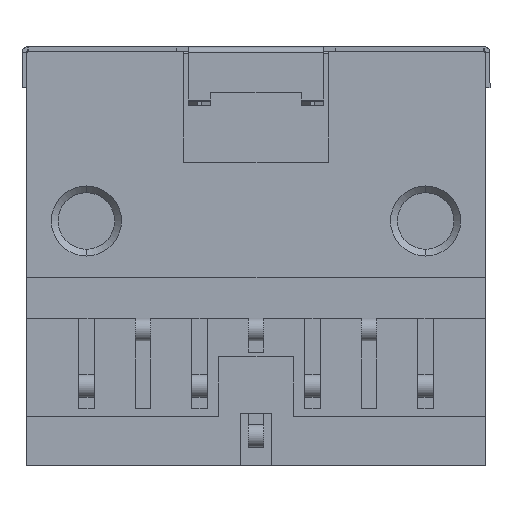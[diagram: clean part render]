
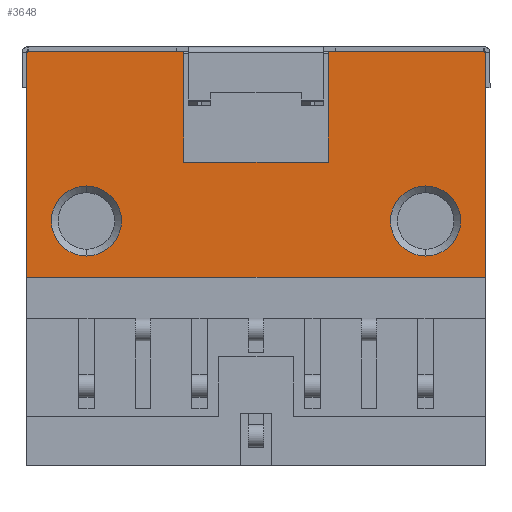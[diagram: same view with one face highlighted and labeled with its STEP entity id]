
A CAD part, front view. The second image highlights one B-rep face of the part: STEP entity #3648.
In plain terms, the highlighted planar face has unit normal (0, -1, 0).
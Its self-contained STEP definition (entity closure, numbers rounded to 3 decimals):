
#31 = LINE ( 'NONE', #6633, #9513 ) ;
#114 = VERTEX_POINT ( 'NONE', #4231 ) ;
#323 = ORIENTED_EDGE ( 'NONE', *, *, #8532, .T. ) ;
#353 = VERTEX_POINT ( 'NONE', #3821 ) ;
#377 = ORIENTED_EDGE ( 'NONE', *, *, #517, .F. ) ;
#517 = EDGE_CURVE ( 'NONE', #6053, #3206, #8387, .T. ) ;
#547 = EDGE_CURVE ( 'NONE', #2652, #1701, #5727, .T. ) ;
#554 = CARTESIAN_POINT ( 'NONE',  ( 10.15, 0., -17.805 ) ) ;
#614 = DIRECTION ( 'NONE',  ( 0., 1., 0. ) ) ;
#678 = DIRECTION ( 'NONE',  ( 0., 0., -1. ) ) ;
#777 = CARTESIAN_POINT ( 'NONE',  ( 3.2, 0., 7.3 ) ) ;
#878 = VERTEX_POINT ( 'NONE', #8139 ) ;
#976 = DIRECTION ( 'NONE',  ( 1., 0., 0. ) ) ;
#1024 = CARTESIAN_POINT ( 'NONE',  ( -3.2, 0., -17.805 ) ) ;
#1029 = CARTESIAN_POINT ( 'NONE',  ( 10.15, 0., 7.2 ) ) ;
#1283 = CARTESIAN_POINT ( 'NONE',  ( -10.15, 0., -17.805 ) ) ;
#1309 = ORIENTED_EDGE ( 'NONE', *, *, #9935, .F. ) ;
#1336 = CARTESIAN_POINT ( 'NONE',  ( -10.15, 0., 7.2 ) ) ;
#1369 = DIRECTION ( 'NONE',  ( 0.707, 0., 0.707 ) ) ;
#1375 = DIRECTION ( 'NONE',  ( -1., 0., 0. ) ) ;
#1376 = CARTESIAN_POINT ( 'NONE',  ( 7.5, 0., -0.2 ) ) ;
#1405 = EDGE_CURVE ( 'NONE', #114, #2652, #6918, .T. ) ;
#1478 = EDGE_CURVE ( 'NONE', #878, #5493, #4746, .T. ) ;
#1522 = CIRCLE ( 'NONE', #3327, 1.55 ) ;
#1623 = EDGE_CURVE ( 'NONE', #3206, #6156, #2842, .T. ) ;
#1701 = VERTEX_POINT ( 'NONE', #5661 ) ;
#1748 = CARTESIAN_POINT ( 'NONE',  ( 7.5, 0., -0.2 ) ) ;
#1749 = VECTOR ( 'NONE', #9205, 1000. ) ;
#1824 = CARTESIAN_POINT ( 'NONE',  ( 0., 0., 2.4 ) ) ;
#1894 = ORIENTED_EDGE ( 'NONE', *, *, #6976, .T. ) ;
#1970 = VERTEX_POINT ( 'NONE', #2449 ) ;
#2027 = VERTEX_POINT ( 'NONE', #6775 ) ;
#2209 = CARTESIAN_POINT ( 'NONE',  ( -3.2, 0., 2.4 ) ) ;
#2449 = CARTESIAN_POINT ( 'NONE',  ( -7.5, 0., -1.75 ) ) ;
#2526 = VECTOR ( 'NONE', #5121, 1000. ) ;
#2540 = FACE_OUTER_BOUND ( 'NONE', #3475, .T. ) ;
#2652 = VERTEX_POINT ( 'NONE', #2800 ) ;
#2800 = CARTESIAN_POINT ( 'NONE',  ( -10.05, 0., 7.3 ) ) ;
#2829 = DIRECTION ( 'NONE',  ( 0., 0., -1. ) ) ;
#2842 = LINE ( 'NONE', #7999, #9578 ) ;
#2857 = DIRECTION ( 'NONE',  ( -0.707, 0., 0.707 ) ) ;
#2867 = ORIENTED_EDGE ( 'NONE', *, *, #4821, .T. ) ;
#2872 = VECTOR ( 'NONE', #4770, 1000. ) ;
#2933 = VERTEX_POINT ( 'NONE', #1029 ) ;
#3206 = VERTEX_POINT ( 'NONE', #8483 ) ;
#3327 = AXIS2_PLACEMENT_3D ( 'NONE', #1376, #9115, #678 ) ;
#3475 = EDGE_LOOP ( 'NONE', ( #377, #1894, #4326, #9573, #4026, #6930, #4449, #2867, #5009, #5353 ) ) ;
#3524 = DIRECTION ( 'NONE',  ( 0., 0., 1. ) ) ;
#3535 = VECTOR ( 'NONE', #1375, 1000. ) ;
#3648 = ADVANCED_FACE ( 'NONE', ( #5072, #2540, #7699 ), #5847, .F. ) ;
#3750 = VECTOR ( 'NONE', #9402, 1000. ) ;
#3774 = LINE ( 'NONE', #9058, #3535 ) ;
#3821 = CARTESIAN_POINT ( 'NONE',  ( 10.05, 0., 7.3 ) ) ;
#4026 = ORIENTED_EDGE ( 'NONE', *, *, #7149, .F. ) ;
#4041 = DIRECTION ( 'NONE',  ( 0., -1., 0. ) ) ;
#4201 = DIRECTION ( 'NONE',  ( 0., 0., 1. ) ) ;
#4231 = CARTESIAN_POINT ( 'NONE',  ( -10.15, 0., 7.2 ) ) ;
#4326 = ORIENTED_EDGE ( 'NONE', *, *, #547, .F. ) ;
#4379 = DIRECTION ( 'NONE',  ( 0., 1., 0. ) ) ;
#4449 = ORIENTED_EDGE ( 'NONE', *, *, #7232, .T. ) ;
#4461 = DIRECTION ( 'NONE',  ( 0., 0., -1. ) ) ;
#4592 = LINE ( 'NONE', #1024, #3750 ) ;
#4746 = LINE ( 'NONE', #6908, #1749 ) ;
#4762 = DIRECTION ( 'NONE',  ( 0., 0., -1. ) ) ;
#4770 = DIRECTION ( 'NONE',  ( 1., 0., 0. ) ) ;
#4821 = EDGE_CURVE ( 'NONE', #2933, #353, #9385, .T. ) ;
#4878 = VECTOR ( 'NONE', #1369, 1000. ) ;
#5009 = ORIENTED_EDGE ( 'NONE', *, *, #6070, .T. ) ;
#5023 = DIRECTION ( 'NONE',  ( 0., 1., 0. ) ) ;
#5072 = FACE_BOUND ( 'NONE', #7810, .T. ) ;
#5121 = DIRECTION ( 'NONE',  ( 0., 0., 1. ) ) ;
#5353 = ORIENTED_EDGE ( 'NONE', *, *, #1623, .F. ) ;
#5400 = AXIS2_PLACEMENT_3D ( 'NONE', #554, #5023, #3524 ) ;
#5452 = AXIS2_PLACEMENT_3D ( 'NONE', #1748, #4041, #4762 ) ;
#5466 = EDGE_LOOP ( 'NONE', ( #323, #9875 ) ) ;
#5493 = VERTEX_POINT ( 'NONE', #8453 ) ;
#5661 = CARTESIAN_POINT ( 'NONE',  ( -3.2, 0., 7.3 ) ) ;
#5727 = LINE ( 'NONE', #7111, #2872 ) ;
#5744 = CARTESIAN_POINT ( 'NONE',  ( 7.5, 0., 1.35 ) ) ;
#5847 = PLANE ( 'NONE',  #5400 ) ;
#5964 = EDGE_CURVE ( 'NONE', #2027, #1970, #7823, .T. ) ;
#5976 = CIRCLE ( 'NONE', #8669, 1.55 ) ;
#6053 = VERTEX_POINT ( 'NONE', #2209 ) ;
#6070 = EDGE_CURVE ( 'NONE', #353, #6156, #3774, .T. ) ;
#6156 = VERTEX_POINT ( 'NONE', #777 ) ;
#6417 = CIRCLE ( 'NONE', #5452, 1.55 ) ;
#6566 = VECTOR ( 'NONE', #976, 1000. ) ;
#6609 = LINE ( 'NONE', #1283, #2526 ) ;
#6633 = CARTESIAN_POINT ( 'NONE',  ( 10.15, 0., -17.805 ) ) ;
#6775 = CARTESIAN_POINT ( 'NONE',  ( -7.5, 0., 1.35 ) ) ;
#6908 = CARTESIAN_POINT ( 'NONE',  ( 0., 0., -2.7 ) ) ;
#6918 = LINE ( 'NONE', #1336, #4878 ) ;
#6930 = ORIENTED_EDGE ( 'NONE', *, *, #1478, .T. ) ;
#6976 = EDGE_CURVE ( 'NONE', #6053, #1701, #4592, .T. ) ;
#7111 = CARTESIAN_POINT ( 'NONE',  ( -10.15, 0., 7.3 ) ) ;
#7149 = EDGE_CURVE ( 'NONE', #878, #114, #6609, .T. ) ;
#7232 = EDGE_CURVE ( 'NONE', #5493, #2933, #31, .T. ) ;
#7495 = CARTESIAN_POINT ( 'NONE',  ( -7.5, 0., -0.2 ) ) ;
#7612 = VERTEX_POINT ( 'NONE', #5744 ) ;
#7699 = FACE_BOUND ( 'NONE', #5466, .T. ) ;
#7788 = VERTEX_POINT ( 'NONE', #8316 ) ;
#7810 = EDGE_LOOP ( 'NONE', ( #9707, #1309 ) ) ;
#7823 = CIRCLE ( 'NONE', #9184, 1.55 ) ;
#7999 = CARTESIAN_POINT ( 'NONE',  ( 3.2, 0., -17.805 ) ) ;
#8139 = CARTESIAN_POINT ( 'NONE',  ( -10.15, 0., -2.7 ) ) ;
#8316 = CARTESIAN_POINT ( 'NONE',  ( 7.5, 0., -1.75 ) ) ;
#8387 = LINE ( 'NONE', #1824, #6566 ) ;
#8453 = CARTESIAN_POINT ( 'NONE',  ( 10.15, 0., -2.7 ) ) ;
#8483 = CARTESIAN_POINT ( 'NONE',  ( 3.2, 0., 2.4 ) ) ;
#8532 = EDGE_CURVE ( 'NONE', #1970, #2027, #5976, .T. ) ;
#8669 = AXIS2_PLACEMENT_3D ( 'NONE', #9822, #4379, #2829 ) ;
#8968 = DIRECTION ( 'NONE',  ( 0., 0., 1. ) ) ;
#9037 = VECTOR ( 'NONE', #2857, 1000. ) ;
#9058 = CARTESIAN_POINT ( 'NONE',  ( 10.15, 0., 7.3 ) ) ;
#9115 = DIRECTION ( 'NONE',  ( 0., -1., 0. ) ) ;
#9184 = AXIS2_PLACEMENT_3D ( 'NONE', #7495, #614, #4461 ) ;
#9205 = DIRECTION ( 'NONE',  ( 1., 0., 0. ) ) ;
#9385 = LINE ( 'NONE', #9748, #9037 ) ;
#9402 = DIRECTION ( 'NONE',  ( 0., 0., 1. ) ) ;
#9513 = VECTOR ( 'NONE', #8968, 1000. ) ;
#9573 = ORIENTED_EDGE ( 'NONE', *, *, #1405, .F. ) ;
#9578 = VECTOR ( 'NONE', #4201, 1000. ) ;
#9660 = EDGE_CURVE ( 'NONE', #7788, #7612, #1522, .T. ) ;
#9707 = ORIENTED_EDGE ( 'NONE', *, *, #9660, .F. ) ;
#9748 = CARTESIAN_POINT ( 'NONE',  ( 10.15, 0., 7.2 ) ) ;
#9822 = CARTESIAN_POINT ( 'NONE',  ( -7.5, 0., -0.2 ) ) ;
#9875 = ORIENTED_EDGE ( 'NONE', *, *, #5964, .T. ) ;
#9935 = EDGE_CURVE ( 'NONE', #7612, #7788, #6417, .T. ) ;
